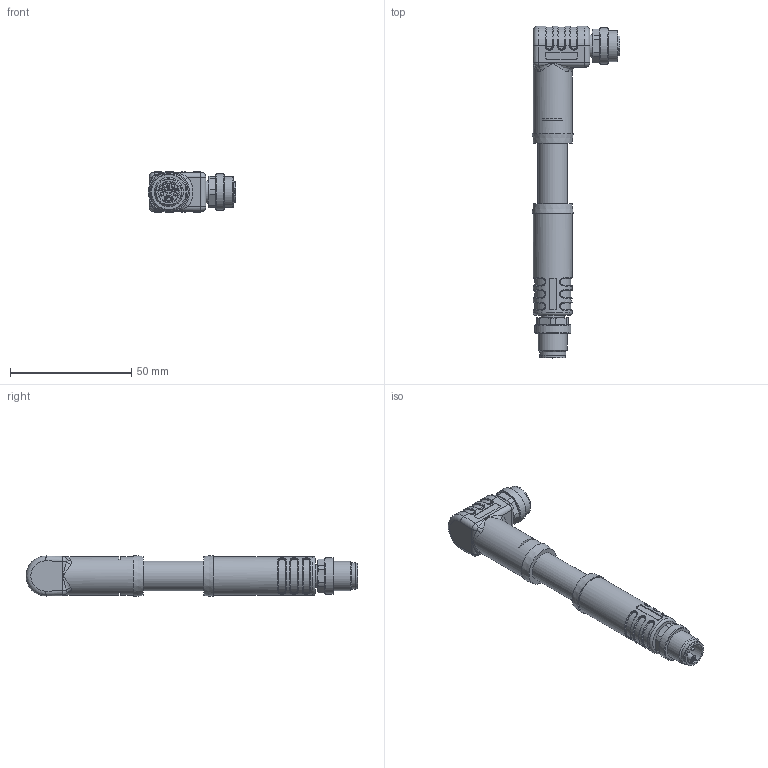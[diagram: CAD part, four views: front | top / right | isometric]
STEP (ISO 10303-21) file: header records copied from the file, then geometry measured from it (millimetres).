
FILE_DESCRIPTION(/* description */ (''),/* implementation_level */ '2;1');
FILE_NAME(/* name */ 'PK-WM12K5_244-m-PK-AM12S5_244_S5015_stp.stp',/* time_stamp */ '2017-01-25T14:17:58+01:00',/* author */ (''),/* organization */ (''),/* preprocessor_version */ 'ST-DEVELOPER v16',/* originating_system */ 'SIEMENS PLM Software NX 10.0',/* authorisation */ '');
FILE_SCHEMA (('AUTOMOTIVE_DESIGN { 1 0 10303 214 3 1 1 1 }'));
Length unit declared in the file: millimetre
Products named in the file (1): 5028740_stp
Bounding box: 36.2 x 136.85 x 17 mm (x, y, z)
Volume: 26972 mm3; surface area: 9693.1 mm2
Topology: 1 solids, 1 shells, 533 faces, 1292 edges, 781 vertices
Faces by surface type: plane 177, cylinder 147, bspline 67, torus 64, extrusion 33, cone 26, sphere 19
Full cylindrical faces by diameter (mm): 1.5 x5, 1.6 x5, 8.9 x1, 9.4 x2, 10.5 x1, 10.8 x1, 10.95 x1, 12 x1, 12.2 x1, 12.3 x1, 12.8 x1, 15 x2, 16 x2
Entity records: 17498 total; most frequent: CARTESIAN_POINT 5939, ORIENTED_EDGE 2396, DIRECTION 2311, EDGE_CURVE 1198, AXIS2_PLACEMENT_3D 905, VERTEX_POINT 754, EDGE_LOOP 620, ADVANCED_FACE 533
